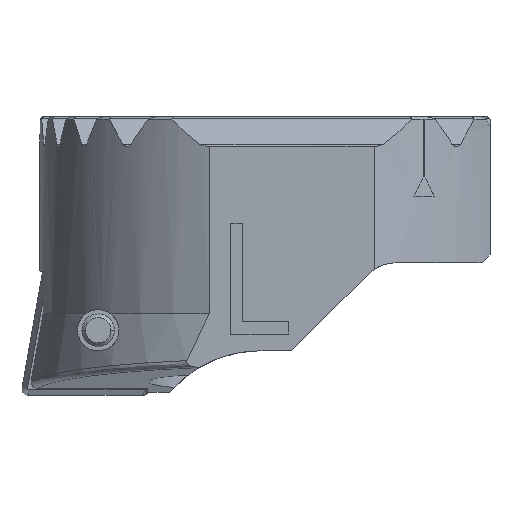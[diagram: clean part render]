
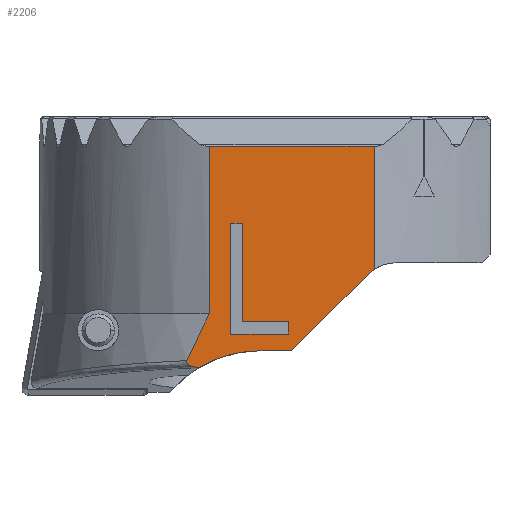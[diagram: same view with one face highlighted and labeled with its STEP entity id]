
A CAD part, front view. The second image highlights one B-rep face of the part: STEP entity #2206.
In plain terms, the highlighted planar face has unit normal (0, -1, 0).
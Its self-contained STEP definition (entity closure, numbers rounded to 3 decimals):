
#1198=VERTEX_POINT('NONE',#3446);
#1238=VERTEX_POINT('NONE',#3490);
#1258=VERTEX_POINT('NONE',#3513);
#1340=VERTEX_POINT('NONE',#3605);
#1392=EDGE_CURVE('NONE',#1840,#3040,#3666,.T.);
#1650=VERTEX_POINT('NONE',#3945);
#1696=EDGE_CURVE('NONE',#1340,#1238,#3992,.F.);
#1700=EDGE_CURVE('NONE',#2048,#1780,#3996,.T.);
#1708=EDGE_CURVE('NONE',#2950,#1258,#4005,.F.);
#1728=EDGE_CURVE('NONE',#2292,#2950,#4026,.F.);
#1780=VERTEX_POINT('NONE',#4081);
#1812=EDGE_CURVE('NONE',#1238,#2578,#4113,.F.);
#1840=VERTEX_POINT('NONE',#4141);
#1862=VERTEX_POINT('NONE',#4164);
#2034=VERTEX_POINT('NONE',#4351);
#2048=VERTEX_POINT('NONE',#4368);
#2118=EDGE_CURVE('NONE',#1258,#1340,#4447,.F.);
#2206=ADVANCED_FACE('Fl�che11',(#4542,#4543),#4544,.T.);
#2292=VERTEX_POINT('NONE',#4639);
#2308=EDGE_CURVE('NONE',#2486,#1198,#4656,.T.);
#2486=VERTEX_POINT('NONE',#4854);
#2578=VERTEX_POINT('NONE',#4957);
#2674=EDGE_CURVE('NONE',#2578,#2034,#5060,.T.);
#2680=EDGE_CURVE('NONE',#3040,#1650,#5066,.T.);
#2738=EDGE_CURVE('NONE',#1862,#2048,#5127,.T.);
#2868=EDGE_CURVE('NONE',#2486,#2292,#5269,.F.);
#2886=EDGE_CURVE('NONE',#1650,#1862,#5288,.T.);
#2950=VERTEX_POINT('NONE',#5356);
#3040=VERTEX_POINT('NONE',#5455);
#3100=EDGE_CURVE('NONE',#1780,#1840,#5526,.T.);
#3194=EDGE_CURVE('NONE',#2034,#1198,#5630,.T.);
#3446=CARTESIAN_POINT('',(20.767,-30.46,4.36));
#3490=CARTESIAN_POINT('',(44.395,-30.46,31.385));
#3513=CARTESIAN_POINT('',(43.636,-30.46,15.236));
#3605=CARTESIAN_POINT('',(44.395,-30.46,15.859));
#3666=LINE('',#6293,#6294);
#3945=CARTESIAN_POINT('',(33.591,-30.46,7.7));
#3992=LINE('',#7034,#7035);
#3996=LINE('',#7042,#7043);
#4005=LINE('',#7054,#7055);
#4026=LINE('',#7086,#7087);
#4081=CARTESIAN_POINT('',(27.773,-30.46,21.7));
#4113=LINE('',#7257,#7258);
#4141=CARTESIAN_POINT('',(27.773,-30.46,9.336));
#4164=CARTESIAN_POINT('',(26.318,-30.46,7.7));
#4351=CARTESIAN_POINT('',(23.605,-30.46,10.252));
#4368=CARTESIAN_POINT('',(26.318,-30.46,21.7));
#4447=CIRCLE('',#7801,5.0);
#4542=FACE_OUTER_BOUND('',#7950,.T.);
#4543=FACE_BOUND('',#7951,.T.);
#4544=PLANE('',#7952);
#4639=CARTESIAN_POINT('',(30.0,-30.46,5.6));
#4656=B_SPLINE_CURVE_WITH_KNOTS('',3,(#8116,#8117,#8118,#8119,#8120,#8121,#8122,#8123,#8124,#8125,#8126,#8127,#8128,#8129),.UNSPECIFIED.,.F.,.F.,(4,2,2,2,2,2,4),(-0.292,-0.206,-0.159,-0.118,-0.076,-0.046,-0.0),.UNSPECIFIED.);
#4854=CARTESIAN_POINT('',(22.347,-30.46,3.501));
#4957=CARTESIAN_POINT('',(23.605,-30.46,31.385));
#5060=LINE('',#9260,#9261);
#5066=LINE('',#9269,#9270);
#5127=LINE('',#9354,#9355);
#5269=CIRCLE('',#9587,15.0);
#5288=LINE('',#9620,#9621);
#5356=CARTESIAN_POINT('',(34.0,-30.46,5.6));
#5455=CARTESIAN_POINT('',(33.591,-30.46,9.336));
#5526=LINE('',#9990,#9991);
#5630=(B_SPLINE_CURVE(2,(#10174,#10175,#10176),.UNSPECIFIED.,.F.,.F.)B_SPLINE_CURVE_WITH_KNOTS((3,3),(1.637,8.141),.UNSPECIFIED.)RATIONAL_B_SPLINE_CURVE((1.001,1.001,1.))BOUNDED_CURVE()REPRESENTATION_ITEM('')GEOMETRIC_REPRESENTATION_ITEM()CURVE());
#6293=CARTESIAN_POINT('',(46.761,-30.46,9.336));
#6294=VECTOR('',#10918,1.0);
#7034=CARTESIAN_POINT('',(44.395,-30.46,-3.03));
#7035=VECTOR('',#11221,1.0);
#7042=CARTESIAN_POINT('',(46.034,-30.46,21.7));
#7043=VECTOR('',#11223,1.0);
#7054=CARTESIAN_POINT('',(49.362,-30.46,20.962));
#7055=VECTOR('',#11235,1.0);
#7086=CARTESIAN_POINT('',(49.875,-30.46,5.6));
#7087=VECTOR('',#11256,1.0);
#7257=CARTESIAN_POINT('',(59.0,-30.46,31.385));
#7258=VECTOR('',#11329,1.0);
#7801=AXIS2_PLACEMENT_3D('',#11708,#11709,#11710);
#7950=EDGE_LOOP('',(#11814,#11815,#11816,#11817,#11818,#11819,#11820,#11821,#11822));
#7951=EDGE_LOOP('',(#11823,#11824,#11825,#11826,#11827,#11828));
#7952=AXIS2_PLACEMENT_3D('',#11829,#11830,#11831);
#8116=CARTESIAN_POINT('',(22.347,-30.46,3.501));
#8117=CARTESIAN_POINT('',(22.199,-30.46,3.508));
#8118=CARTESIAN_POINT('',(21.94,-30.46,3.53));
#8119=CARTESIAN_POINT('',(21.543,-30.46,3.615));
#8120=CARTESIAN_POINT('',(21.355,-30.46,3.665));
#8121=CARTESIAN_POINT('',(21.031,-30.46,3.824));
#8122=CARTESIAN_POINT('',(20.948,-30.46,3.897));
#8123=CARTESIAN_POINT('',(20.859,-30.46,3.985));
#8124=CARTESIAN_POINT('',(20.819,-30.46,4.036));
#8125=CARTESIAN_POINT('',(20.771,-30.46,4.133));
#8126=CARTESIAN_POINT('',(20.757,-30.46,4.178));
#8127=CARTESIAN_POINT('',(20.746,-30.46,4.293));
#8128=CARTESIAN_POINT('',(20.762,-30.46,4.346));
#8129=CARTESIAN_POINT('',(20.767,-30.46,4.36));
#9260=CARTESIAN_POINT('',(23.605,-30.46,-3.03));
#9261=VECTOR('',#12468,1.0);
#9269=CARTESIAN_POINT('',(33.591,-30.46,22.318));
#9270=VECTOR('',#12472,1.0);
#9354=CARTESIAN_POINT('',(26.318,-30.46,21.5));
#9355=VECTOR('',#12523,1.0);
#9587=AXIS2_PLACEMENT_3D('',#12687,#12688,#12689);
#9620=CARTESIAN_POINT('',(49.67,-30.46,7.7));
#9621=VECTOR('',#12704,1.0);
#9990=CARTESIAN_POINT('',(27.773,-30.46,28.5));
#9991=VECTOR('',#13006,1.0);
#10174=CARTESIAN_POINT('',(23.605,-30.46,10.252));
#10175=CARTESIAN_POINT('',(22.209,-30.46,7.66));
#10176=CARTESIAN_POINT('',(20.767,-30.46,4.36));
#10918=DIRECTION('',(1.0,0.,0.));
#11221=DIRECTION('',(0.,0.,-1.0));
#11223=DIRECTION('',(1.0,0.,0.));
#11235=DIRECTION('',(-0.707,0.,-0.707));
#11256=DIRECTION('',(-1.0,0.,0.));
#11329=DIRECTION('',(1.0,0.,0.));
#11708=CARTESIAN_POINT('',(47.171,-30.46,11.7));
#11709=DIRECTION('',(0.,-1.0,0.));
#11710=DIRECTION('',(1.0,0.,0.));
#11814=ORIENTED_EDGE('',*,*,#1696,.T.);
#11815=ORIENTED_EDGE('',*,*,#1812,.T.);
#11816=ORIENTED_EDGE('',*,*,#2674,.T.);
#11817=ORIENTED_EDGE('',*,*,#3194,.T.);
#11818=ORIENTED_EDGE('',*,*,#2308,.F.);
#11819=ORIENTED_EDGE('',*,*,#2868,.T.);
#11820=ORIENTED_EDGE('',*,*,#1728,.T.);
#11821=ORIENTED_EDGE('',*,*,#1708,.T.);
#11822=ORIENTED_EDGE('',*,*,#2118,.T.);
#11823=ORIENTED_EDGE('',*,*,#2680,.T.);
#11824=ORIENTED_EDGE('',*,*,#2886,.T.);
#11825=ORIENTED_EDGE('',*,*,#2738,.T.);
#11826=ORIENTED_EDGE('',*,*,#1700,.T.);
#11827=ORIENTED_EDGE('',*,*,#3100,.T.);
#11828=ORIENTED_EDGE('',*,*,#1392,.T.);
#11829=CARTESIAN_POINT('',(65.75,-30.46,35.3));
#11830=DIRECTION('',(0.,-1.0,0.));
#11831=DIRECTION('',(0.,0.,1.0));
#12468=DIRECTION('',(0.,0.,-1.0));
#12472=DIRECTION('',(0.,0.,-1.0));
#12523=DIRECTION('',(0.,0.,1.0));
#12687=CARTESIAN_POINT('',(30.0,-30.46,-9.4));
#12688=DIRECTION('',(0.,-1.0,0.));
#12689=DIRECTION('',(1.0,0.,0.));
#12704=DIRECTION('',(-1.0,0.,0.));
#13006=DIRECTION('',(0.,0.,-1.0));
